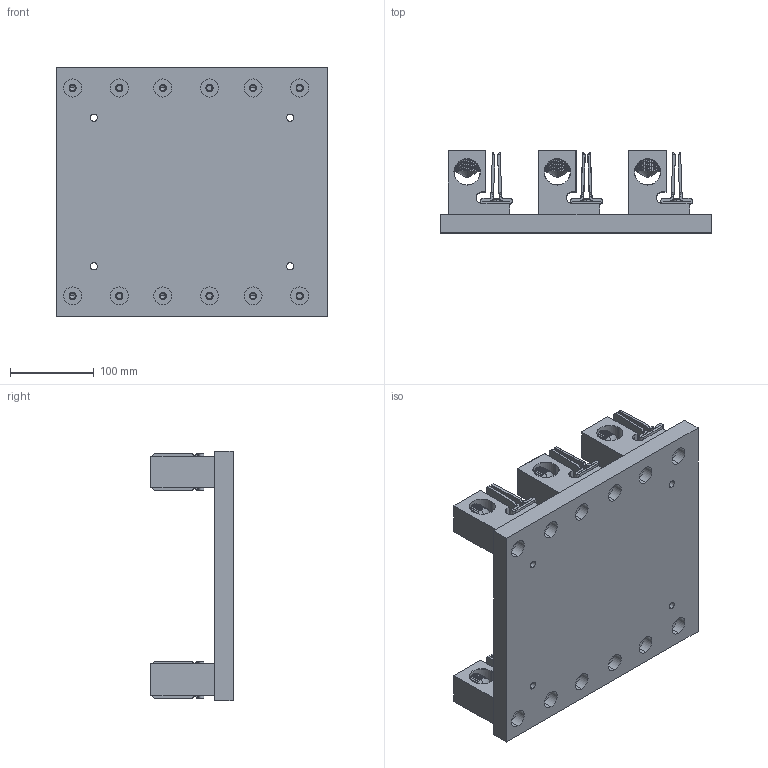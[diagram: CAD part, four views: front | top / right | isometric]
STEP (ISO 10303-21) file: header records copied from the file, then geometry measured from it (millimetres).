
FILE_DESCRIPTION (( 'STEP AP214' ), '1' );
FILE_NAME ('05D0140.STEP', '2023-09-27T19:57:49', ( '' ), ( '' ), 'SwSTEP 2.0', 'SolidWorks 2021', '' );
FILE_SCHEMA (( 'AUTOMOTIVE_DESIGN' ));
Length unit declared in the file: inch
Products named in the file (1): 05D0140
Bounding box: 323.85 x 98.42 x 298.45 mm (x, y, z)
Volume: 3165522 mm3; surface area: 614595.9 mm2
Topology: 41 solids, 41 shells, 2186 faces, 5468 edges, 3408 vertices
Faces by surface type: cylinder 888, cone 688, plane 610
Entity records: 115942 total; most frequent: CARTESIAN_POINT 36311, ORIENTED_EDGE 10904, DIRECTION 9954, EDGE_CURVE 5452, AXIS2_PLACEMENT_3D 3579, VERTEX_POINT 3408, VECTOR 2796, LINE 2796
